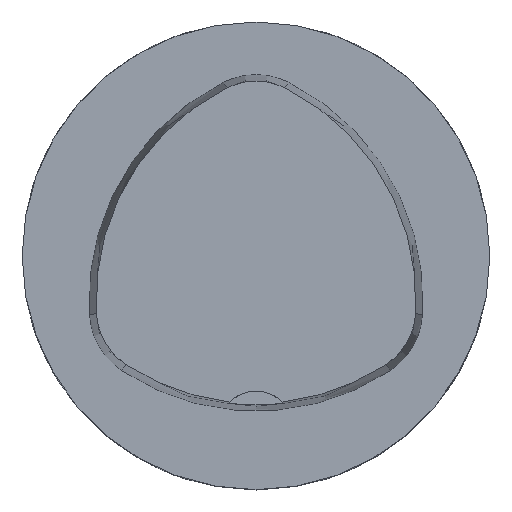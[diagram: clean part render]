
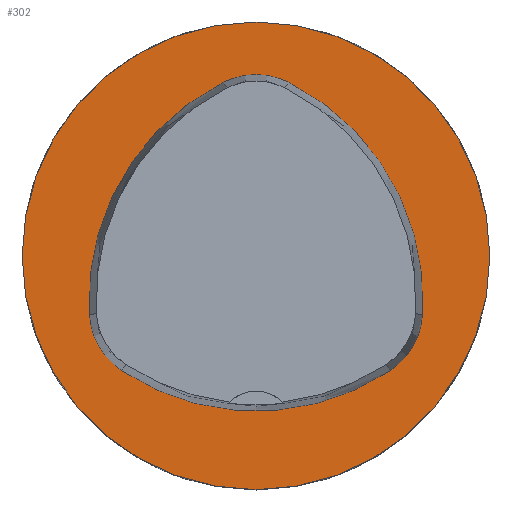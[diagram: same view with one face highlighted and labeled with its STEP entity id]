
A CAD part, top view. The second image highlights one B-rep face of the part: STEP entity #302.
In plain terms, the highlighted planar face has unit normal (0, 0, 1).
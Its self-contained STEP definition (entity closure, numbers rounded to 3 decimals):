
#302=ADVANCED_FACE('',(#409,#410),#373,.T.);
#373=PLANE('',#1191);
#409=FACE_BOUND('',#439,.T.);
#410=FACE_BOUND('',#440,.T.);
#439=EDGE_LOOP('',(#527));
#440=EDGE_LOOP('',(#528,#529,#530,#531,#532,#533));
#527=ORIENTED_EDGE('',*,*,#943,.F.);
#528=ORIENTED_EDGE('',*,*,#944,.T.);
#529=ORIENTED_EDGE('',*,*,#945,.T.);
#530=ORIENTED_EDGE('',*,*,#946,.T.);
#531=ORIENTED_EDGE('',*,*,#947,.T.);
#532=ORIENTED_EDGE('',*,*,#948,.T.);
#533=ORIENTED_EDGE('',*,*,#949,.T.);
#839=VERTEX_POINT('',#1642);
#840=VERTEX_POINT('',#1644);
#841=VERTEX_POINT('',#1645);
#842=VERTEX_POINT('',#1647);
#843=VERTEX_POINT('',#1649);
#844=VERTEX_POINT('',#1651);
#845=VERTEX_POINT('',#1653);
#943=EDGE_CURVE('',#839,#839,#1099,.T.);
#944=EDGE_CURVE('',#840,#841,#1100,.T.);
#945=EDGE_CURVE('',#841,#842,#1101,.T.);
#946=EDGE_CURVE('',#842,#843,#1102,.T.);
#947=EDGE_CURVE('',#843,#844,#1103,.T.);
#948=EDGE_CURVE('',#844,#845,#1104,.T.);
#949=EDGE_CURVE('',#845,#840,#1105,.T.);
#1099=CIRCLE('',#1184,50.);
#1100=CIRCLE('',#1185,15.5);
#1101=CIRCLE('',#1186,52.);
#1102=CIRCLE('',#1187,15.5);
#1103=CIRCLE('',#1188,52.);
#1104=CIRCLE('',#1189,15.5);
#1105=CIRCLE('',#1190,52.);
#1184=AXIS2_PLACEMENT_3D('',#1641,#1319,#1320);
#1185=AXIS2_PLACEMENT_3D('',#1643,#1321,#1322);
#1186=AXIS2_PLACEMENT_3D('',#1646,#1323,#1324);
#1187=AXIS2_PLACEMENT_3D('',#1648,#1325,#1326);
#1188=AXIS2_PLACEMENT_3D('',#1650,#1327,#1328);
#1189=AXIS2_PLACEMENT_3D('',#1652,#1329,#1330);
#1190=AXIS2_PLACEMENT_3D('',#1654,#1331,#1332);
#1191=AXIS2_PLACEMENT_3D('',#1655,#1333,#1334);
#1319=DIRECTION('',(0.,0.,-1.));
#1320=DIRECTION('',(-1.,0.,0.));
#1321=DIRECTION('',(0.,0.,-1.));
#1322=DIRECTION('',(-0.5,0.866,0.));
#1323=DIRECTION('',(0.,0.,-1.));
#1324=DIRECTION('',(-0.5,0.866,0.));
#1325=DIRECTION('',(0.,0.,-1.));
#1326=DIRECTION('',(-0.5,0.866,0.));
#1327=DIRECTION('',(0.,0.,-1.));
#1328=DIRECTION('',(-0.5,0.866,0.));
#1329=DIRECTION('',(0.,0.,-1.));
#1330=DIRECTION('',(-0.5,0.866,0.));
#1331=DIRECTION('',(0.,0.,-1.));
#1332=DIRECTION('',(-0.5,0.866,0.));
#1333=DIRECTION('',(0.,0.,1.));
#1334=DIRECTION('',(-1.,0.,0.));
#1641=CARTESIAN_POINT('',(0.,0.,0.));
#1642=CARTESIAN_POINT('',(-50.,0.,0.));
#1643=CARTESIAN_POINT('',(20.135,-11.625,0.));
#1644=CARTESIAN_POINT('',(35.607,-12.566,0.));
#1645=CARTESIAN_POINT('',(28.686,-24.553,0.));
#1646=CARTESIAN_POINT('',(0.,18.819,0.));
#1647=CARTESIAN_POINT('',(-28.686,-24.553,0.));
#1648=CARTESIAN_POINT('',(-20.135,-11.625,0.));
#1649=CARTESIAN_POINT('',(-35.607,-12.566,0.));
#1650=CARTESIAN_POINT('',(16.298,-9.409,0.));
#1651=CARTESIAN_POINT('',(-6.921,37.119,0.));
#1652=CARTESIAN_POINT('',(0.,23.25,0.));
#1653=CARTESIAN_POINT('',(6.921,37.119,0.));
#1654=CARTESIAN_POINT('',(-16.298,-9.409,0.));
#1655=CARTESIAN_POINT('',(0.,0.,0.));
